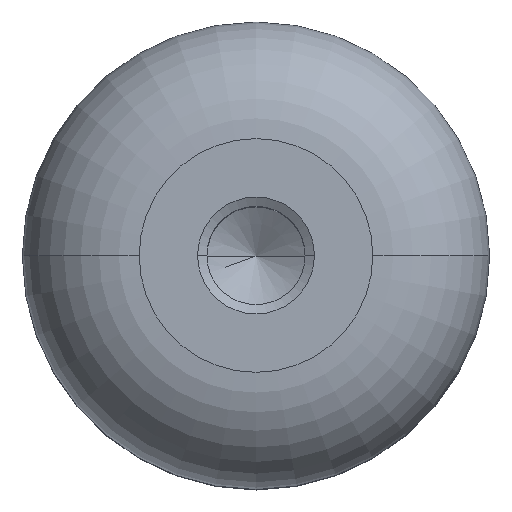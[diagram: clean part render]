
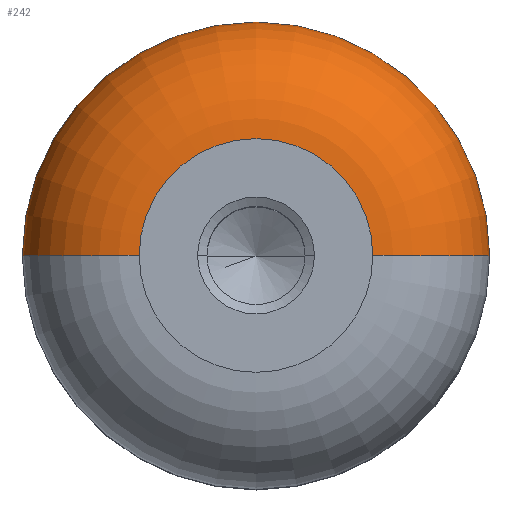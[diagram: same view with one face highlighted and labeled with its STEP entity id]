
A CAD part, top view. The second image highlights one B-rep face of the part: STEP entity #242.
In plain terms, the highlighted toroidal (fillet/blend) face has major radius 5 mm and minor radius 5 mm.
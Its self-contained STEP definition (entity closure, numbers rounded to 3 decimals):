
#144=EDGE_CURVE('',#168,#264,#389,.T.);
#168=VERTEX_POINT('',#415);
#242=ADVANCED_FACE('',(#499),#500,.T.);
#246=EDGE_CURVE('',#320,#168,#504,.T.);
#264=VERTEX_POINT('',#523);
#284=VERTEX_POINT('',#546);
#296=EDGE_CURVE('',#264,#284,#561,.T.);
#320=VERTEX_POINT('',#589);
#356=EDGE_CURVE('',#320,#284,#631,.T.);
#389=CIRCLE('',#656,10.);
#415=CARTESIAN_POINT('',(10.,0.,15.0));
#499=FACE_OUTER_BOUND('',#799,.T.);
#500=TOROIDAL_SURFACE('',#800,5.,5.0);
#504=CIRCLE('',#807,5.0);
#523=CARTESIAN_POINT('',(-10.,0.,15.0));
#546=CARTESIAN_POINT('',(-5.,0.,20.0));
#561=CIRCLE('',#880,5.0);
#589=CARTESIAN_POINT('',(5.,0.,20.0));
#631=CIRCLE('',#965,5.);
#656=AXIS2_PLACEMENT_3D('',#990,#991,#992);
#799=EDGE_LOOP('',(#1150,#1151,#1152,#1153));
#800=AXIS2_PLACEMENT_3D('',#1154,#1155,#1156);
#807=AXIS2_PLACEMENT_3D('',#1158,#1159,#1160);
#880=AXIS2_PLACEMENT_3D('',#1216,#1217,#1218);
#965=AXIS2_PLACEMENT_3D('',#1312,#1313,#1314);
#990=CARTESIAN_POINT('',(0.0,0.,15.0));
#991=DIRECTION('',(0.0,0.0,1.0));
#992=DIRECTION('',(-1.0,0.,0.0));
#1150=ORIENTED_EDGE('',*,*,#296,.T.);
#1151=ORIENTED_EDGE('',*,*,#356,.F.);
#1152=ORIENTED_EDGE('',*,*,#246,.T.);
#1153=ORIENTED_EDGE('',*,*,#144,.T.);
#1154=CARTESIAN_POINT('',(0.0,0.,15.0));
#1155=DIRECTION('',(0.0,0.0,1.0));
#1156=DIRECTION('',(-1.0,0.,0.0));
#1158=CARTESIAN_POINT('',(5.,0.,15.0));
#1159=DIRECTION('',(0.,1.0,0.0));
#1160=DIRECTION('',(1.0,0.,0.0));
#1216=CARTESIAN_POINT('',(-5.,0.,15.0));
#1217=DIRECTION('',(0.,1.0,-0.0));
#1218=DIRECTION('',(-1.0,0.,0.0));
#1312=CARTESIAN_POINT('',(0.0,0.,20.0));
#1313=DIRECTION('',(0.0,0.0,1.0));
#1314=DIRECTION('',(-1.0,0.,0.0));
